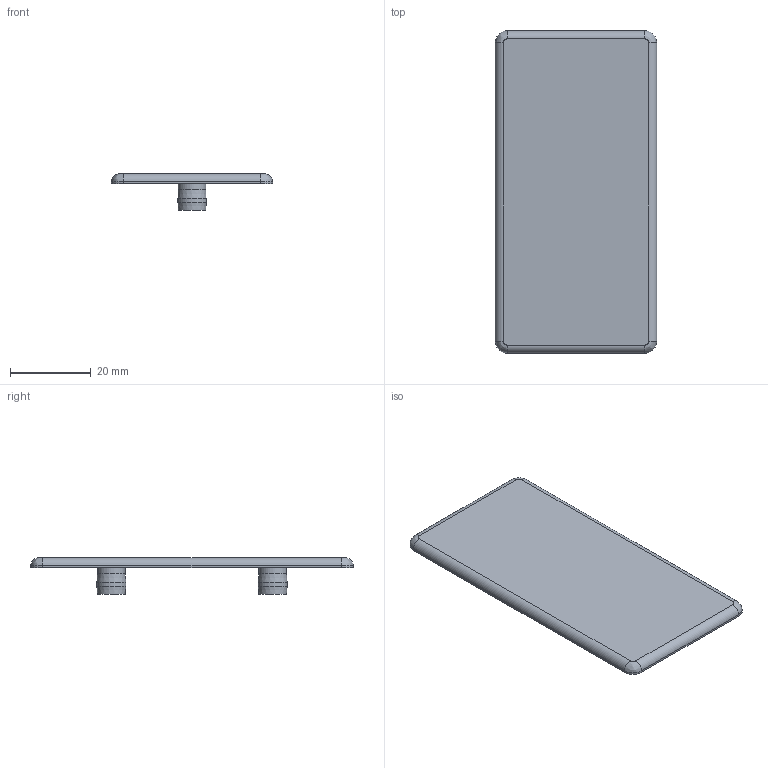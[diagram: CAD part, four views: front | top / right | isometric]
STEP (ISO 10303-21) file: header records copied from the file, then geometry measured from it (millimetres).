
FILE_DESCRIPTION(/* description */ (''),/* implementation_level */ '2;1');
FILE_NAME(/* name */ '224080.stp',/* time_stamp */ '2022-10-05T09:20:41+02:00',/* author */ ('aluteckkpl_am'),/* organization */ (''),/* preprocessor_version */ 'ST-DEVELOPER v18.1',/* originating_system */ 'Autodesk Inventor 2021',/* authorisation */ '');
FILE_SCHEMA (('CONFIG_CONTROL_DESIGN'));
Length unit declared in the file: millimetre
Products named in the file (2): 224080-ZP; 224080
Assembly tree (1 placements, depth 2):
  224080-ZP
    224080
Bounding box: 40 x 80 x 9 mm (x, y, z)
Volume: 8181.1 mm3; surface area: 7168 mm2
Topology: 1 solids, 1 shells, 32 faces, 82 edges, 54 vertices
Faces by surface type: cylinder 14, plane 8, cone 6, bspline 4
Full cylindrical faces by diameter (mm): 3.5 x2, 6.85 x2, 7.2 x2
Entity records: 1071 total; most frequent: CARTESIAN_POINT 201, DIRECTION 190, ORIENTED_EDGE 160, EDGE_CURVE 80, AXIS2_PLACEMENT_3D 79, VERTEX_POINT 54, CIRCLE 48, EDGE_LOOP 36
